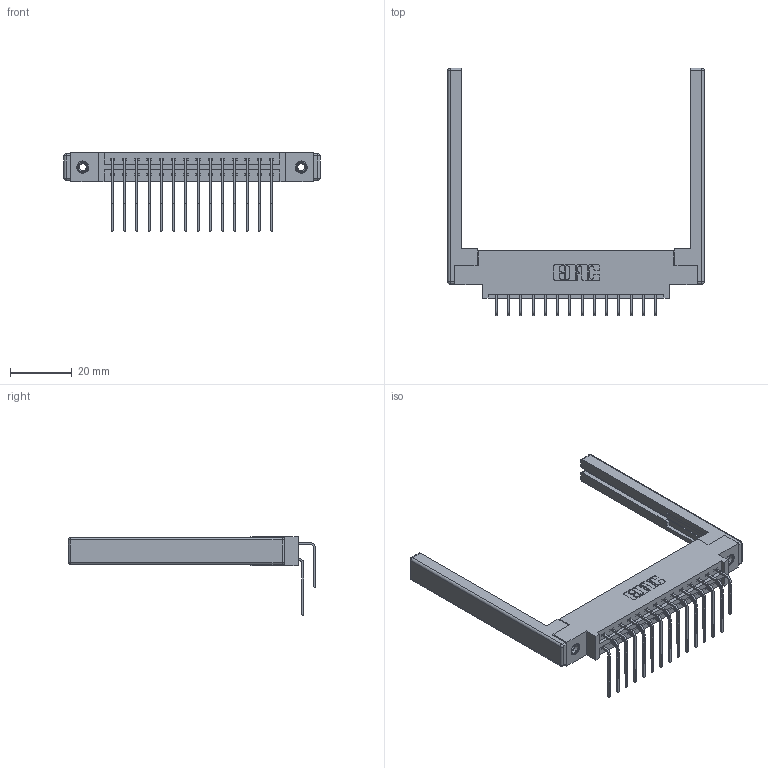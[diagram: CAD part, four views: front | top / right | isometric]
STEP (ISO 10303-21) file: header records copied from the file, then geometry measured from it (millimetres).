
FILE_DESCRIPTION (( 'STEP AP203' ), '1' );
FILE_NAME ('337-028-559-868.STEP', '2019-10-10T23:13:20', ( '' ), ( '' ), 'SwSTEP 2.0', 'SolidWorks 2016', '' );
FILE_SCHEMA (( 'CONFIG_CONTROL_DESIGN' ));
Length unit declared in the file: inch
Products named in the file (6): 307-220-068; 345-292-001_558 559 Tail - 1; 345-292-001_559 Tail - 2; 337-028-559-868; 337 Part_0.170 Offset - 0.156 Dia-TI; 345-250-001_345-250-001-102
Assembly tree (33 placements, depth 2):
  337-028-559-868
    337 Part_0.170 Offset - 0.156 Dia-TI
    345-292-001_558 559 Tail - 1  x14
    345-292-001_559 Tail - 2  x14
    345-250-001_345-250-001-102  x2
    307-220-068  x2
Bounding box: 82.91 x 79.95 x 25.53 mm (x, y, z)
Volume: 12793.4 mm3; surface area: 14187.2 mm2
Topology: 33 solids, 33 shells, 1840 faces, 5389 edges, 3534 vertices
Faces by surface type: plane 1282, cylinder 534, cone 12, sphere 8, torus 4
Entity records: 19152 total; most frequent: CARTESIAN_POINT 3262, ORIENTED_EDGE 3136, DIRECTION 2878, EDGE_CURVE 1568, LINE 1350, VECTOR 1350, VERTEX_POINT 1034, AXIS2_PLACEMENT_3D 764
